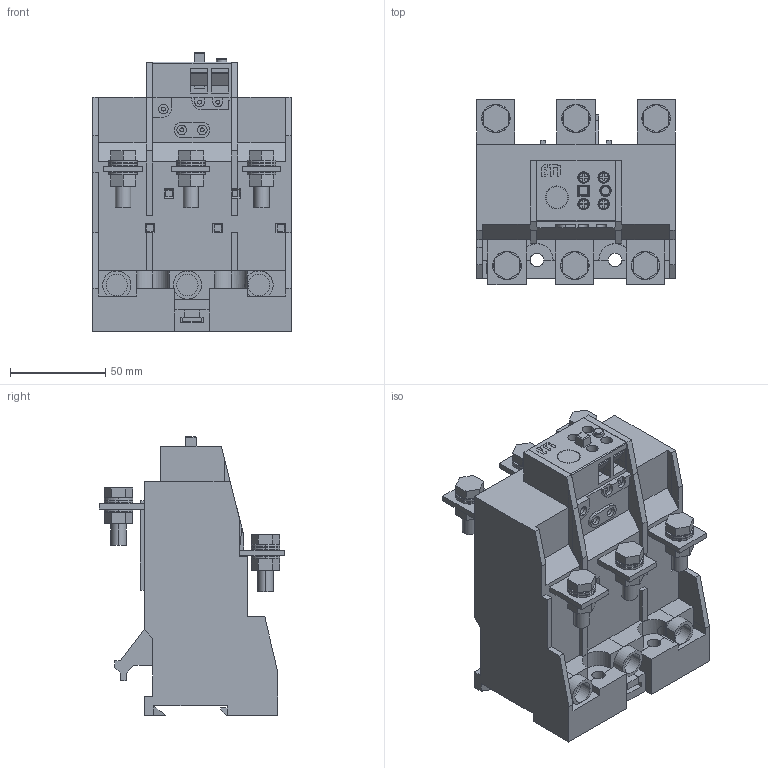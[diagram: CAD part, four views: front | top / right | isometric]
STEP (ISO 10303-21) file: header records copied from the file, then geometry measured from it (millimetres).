
FILE_DESCRIPTION((''),'2;1');
FILE_NAME('27CES-RT4-160_ASM','2021-06-10T',('marketing.praksa'),('Audax d.o.o.'),'CREO PARAMETRIC BY PTC INC, 2017480','CREO PARAMETRIC BY PTC INC, 2017480','');
FILE_SCHEMA(('AUTOMOTIVE_DESIGN { 1 0 10303 214 1 1 1 1 }'));
Length unit declared in the file: millimetre
Products named in the file (39): BREP_2-319; BREP_3-320; BREP_4_1_2_3_4_5; BREP_5_1; BREP_6_1; BREP_7_1; BREP_8_1; BREP_9_1; BREP_10_1; BREP_11_1; BREP_12_1; BREP_13_1; BREP_14_1; BREP_15; BREP_16; BREP_17; BREP_18; BREP_19; BREP_20; BREP_21; BREP_22; BREP_23; BREP_24; BREP_25; BREP_26; BREP_27; BREP_28; BREP_29; BREP_30; BREP_31; META; BREP_1-318_1_1; PRT9533; BREP_1-318_1_2; BREP_1-318_1_3; BLACK-CUT; PRT0029; PRT0030; 27CES-RT4-160_ASM
Assembly tree (41 placements, depth 2):
  27CES-RT4-160_ASM
    BREP_2-319
    BREP_3-320
    BREP_4_1_2_3_4_5
    BREP_5_1
    BREP_6_1
    BREP_7_1
    BREP_8_1
    BREP_9_1
    BREP_10_1
    BREP_11_1
    BREP_12_1
    BREP_13_1
    BREP_14_1
    BREP_15
    BREP_16
    BREP_17
    BREP_18
    BREP_19
    BREP_20
    BREP_21
    BREP_22
    BREP_23
    BREP_24
    BREP_25
    BREP_26
    BREP_27
    BREP_28
    BREP_29
    BREP_30
    BREP_31
    META
    BREP_1-318_1_1
    PRT9533
    BREP_1-318_1_2
    BREP_1-318_1_3
    BLACK-CUT
    PRT0029
    PRT0030  x4
Bounding box: 104 x 97 x 146.1 mm (x, y, z)
Volume: 634886.7 mm3; surface area: 110959.9 mm2
Topology: 48 solids, 48 shells, 1201 faces, 2869 edges, 1809 vertices
Faces by surface type: plane 874, cylinder 237, torus 82, cone 8
Entity records: 51289 total; most frequent: CARTESIAN_POINT 5936, DIRECTION 5674, ORIENTED_EDGE 5402, PRESENTATION_STYLE_ASSIGNMENT 3875, STYLED_ITEM 3875, CURVE_STYLE 2701, EDGE_CURVE 2701, VECTOR 2100
